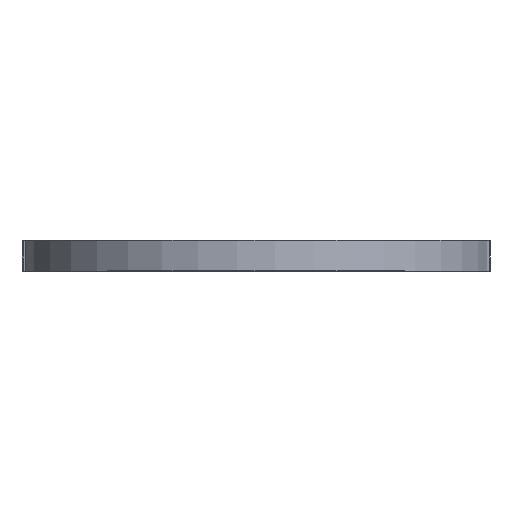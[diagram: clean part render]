
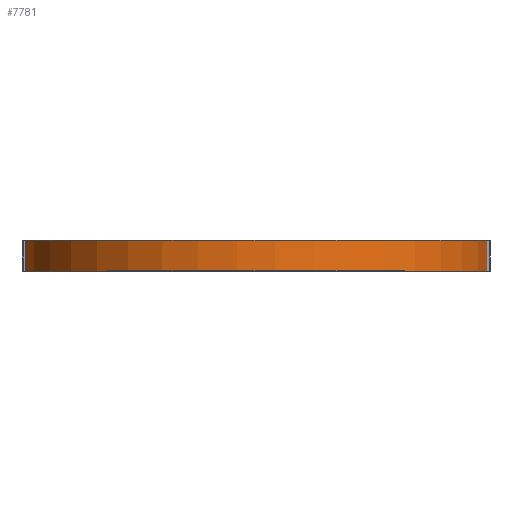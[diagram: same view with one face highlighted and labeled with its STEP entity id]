
A CAD part, top view. The second image highlights one B-rep face of the part: STEP entity #7781.
In plain terms, the highlighted cylindrical face has radius 38.205 mm (diameter 76.411 mm), a partial arc.
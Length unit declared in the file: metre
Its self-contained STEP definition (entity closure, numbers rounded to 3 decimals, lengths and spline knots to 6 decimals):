
#262=CIRCLE('',#8522,0.038205);
#263=CIRCLE('',#8523,0.038205);
#333=CYLINDRICAL_SURFACE('',#8521,0.038205);
#695=ORIENTED_EDGE('',*,*,#2849,.T.);
#696=ORIENTED_EDGE('',*,*,#2839,.F.);
#697=ORIENTED_EDGE('',*,*,#2850,.F.);
#698=ORIENTED_EDGE('',*,*,#2847,.T.);
#2839=EDGE_CURVE('',#3942,#3940,#4725,.T.);
#2847=EDGE_CURVE('',#3948,#3947,#4731,.T.);
#2849=EDGE_CURVE('',#3947,#3940,#262,.T.);
#2850=EDGE_CURVE('',#3948,#3942,#263,.T.);
#3940=VERTEX_POINT('',#11098);
#3942=VERTEX_POINT('',#11102);
#3947=VERTEX_POINT('',#11118);
#3948=VERTEX_POINT('',#11120);
#4725=LINE('',#11103,#5637);
#4731=LINE('',#11119,#5643);
#5637=VECTOR('',#9183,1.);
#5643=VECTOR('',#9199,1.);
#6508=EDGE_LOOP('',(#695,#696,#697,#698));
#6990=FACE_BOUND('',#6508,.T.);
#7781=ADVANCED_FACE('',(#6990),#333,.T.);
#8521=AXIS2_PLACEMENT_3D('',#11122,#9201,#9202);
#8522=AXIS2_PLACEMENT_3D('',#11123,#9203,#9204);
#8523=AXIS2_PLACEMENT_3D('',#11124,#9205,#9206);
#9183=DIRECTION('',(0.,1.,0.));
#9199=DIRECTION('',(0.,1.,0.));
#9201=DIRECTION('',(0.,1.,0.));
#9202=DIRECTION('',(0.,0.,1.));
#9203=DIRECTION('',(0.,-1.,0.));
#9204=DIRECTION('',(0.,0.,-1.));
#9205=DIRECTION('',(0.,-1.,0.));
#9206=DIRECTION('',(0.,0.,-1.));
#11098=CARTESIAN_POINT('',(-0.036983,0.,0.006046));
#11102=CARTESIAN_POINT('',(-0.036983,-0.005,0.006046));
#11103=CARTESIAN_POINT('',(-0.036983,-0.005,0.006046));
#11118=CARTESIAN_POINT('',(0.038426,0.,0.006042));
#11119=CARTESIAN_POINT('',(0.038426,-0.005,0.006042));
#11120=CARTESIAN_POINT('',(0.038426,-0.005,0.006042));
#11122=CARTESIAN_POINT('',(0.000721,-0.005,-0.000121));
#11123=CARTESIAN_POINT('',(0.000721,0.,-0.000121));
#11124=CARTESIAN_POINT('',(0.000721,-0.005,-0.000121));
